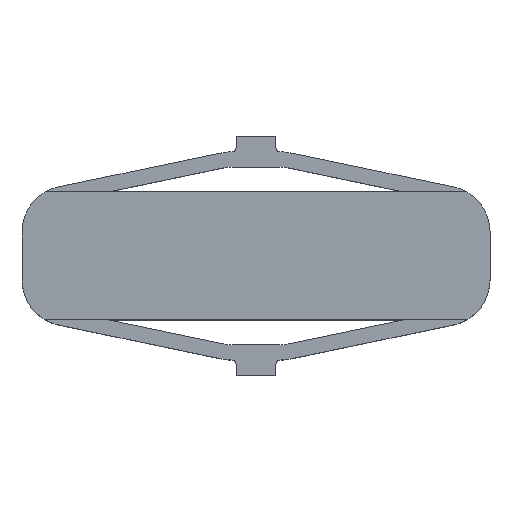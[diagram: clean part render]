
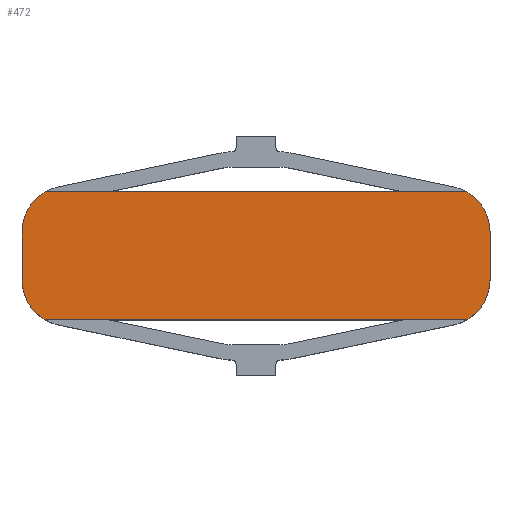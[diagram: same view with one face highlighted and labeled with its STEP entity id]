
A CAD part, top view. The second image highlights one B-rep face of the part: STEP entity #472.
In plain terms, the highlighted planar face has unit normal (0, 0, 1).
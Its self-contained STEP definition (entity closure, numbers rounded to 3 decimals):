
#229 = VERTEX_POINT ( 'NONE', #947 ) ;
#230 = VERTEX_POINT ( 'NONE', #1008 ) ;
#233 = EDGE_CURVE ( 'NONE', #229, #230, #785, .T. ) ;
#241 = VERTEX_POINT ( 'NONE', #1085 ) ;
#251 = VERTEX_POINT ( 'NONE', #1095 ) ;
#257 = EDGE_CURVE ( 'NONE', #230, #251, #1098, .T. ) ;
#389 = EDGE_CURVE ( 'NONE', #241, #229, #1245, .T. ) ;
#445 = VERTEX_POINT ( 'NONE', #1242 ) ;
#447 = VERTEX_POINT ( 'NONE', #1287 ) ;
#472 = ADVANCED_FACE ( 'NONE', ( #1394 ), #1400, .T. ) ;
#512 = VERTEX_POINT ( 'NONE', #1446 ) ;
#519 = VERTEX_POINT ( 'NONE', #1452 ) ;
#523 = EDGE_CURVE ( 'NONE', #445, #519, #1419, .T. ) ;
#535 = EDGE_CURVE ( 'NONE', #512, #445, #1474, .T. ) ;
#543 = EDGE_CURVE ( 'NONE', #447, #512, #1507, .T. ) ;
#547 = ORIENTED_EDGE ( 'NONE', *, *, #233, .T. ) ;
#552 = ORIENTED_EDGE ( 'NONE', *, *, #389, .T. ) ;
#558 = ORIENTED_EDGE ( 'NONE', *, *, #543, .T. ) ;
#559 = ORIENTED_EDGE ( 'NONE', *, *, #566, .T. ) ;
#560 = ORIENTED_EDGE ( 'NONE', *, *, #523, .T. ) ;
#562 = ORIENTED_EDGE ( 'NONE', *, *, #568, .T. ) ;
#564 = EDGE_LOOP ( 'NONE', ( #610, #559, #558, #569, #560, #562, #552, #547 ) ) ;
#566 = EDGE_CURVE ( 'NONE', #251, #447, #1464, .T. ) ;
#568 = EDGE_CURVE ( 'NONE', #519, #241, #1523, .T. ) ;
#569 = ORIENTED_EDGE ( 'NONE', *, *, #535, .T. ) ;
#610 = ORIENTED_EDGE ( 'NONE', *, *, #257, .T. ) ;
#776 = CARTESIAN_POINT ( 'NONE',  ( 14.641, -1.5, 4.5 ) ) ;
#785 = LINE ( 'NONE', #776, #802 ) ;
#801 = DIRECTION ( 'NONE',  ( 0., 1., 0. ) ) ;
#802 = VECTOR ( 'NONE', #801, 1000. ) ;
#947 = CARTESIAN_POINT ( 'NONE',  ( 14.641, -1.5, 4.5 ) ) ;
#1008 = CARTESIAN_POINT ( 'NONE',  ( 14.641, 1.5, 4.5 ) ) ;
#1063 = DIRECTION ( 'NONE',  ( 1., 0., 0. ) ) ;
#1064 = DIRECTION ( 'NONE',  ( 0., 0., 1. ) ) ;
#1085 = CARTESIAN_POINT ( 'NONE',  ( 13.192, -4., 4.5 ) ) ;
#1095 = CARTESIAN_POINT ( 'NONE',  ( 13.192, 4., 4.5 ) ) ;
#1097 = AXIS2_PLACEMENT_3D ( 'NONE', #1107, #1064, #1063 ) ;
#1098 = CIRCLE ( 'NONE', #1097, 2.881 ) ;
#1107 = CARTESIAN_POINT ( 'NONE',  ( 11.76, 1.5, 4.5 ) ) ;
#1206 = DIRECTION ( 'NONE',  ( 1., 0., 0. ) ) ;
#1207 = DIRECTION ( 'NONE',  ( 0., 0., 1. ) ) ;
#1208 = AXIS2_PLACEMENT_3D ( 'NONE', #1244, #1207, #1206 ) ;
#1242 = CARTESIAN_POINT ( 'NONE',  ( -14.641, -1.5, 4.5 ) ) ;
#1244 = CARTESIAN_POINT ( 'NONE',  ( 11.76, -1.5, 4.5 ) ) ;
#1245 = CIRCLE ( 'NONE', #1208, 2.881 ) ;
#1287 = CARTESIAN_POINT ( 'NONE',  ( -13.192, 4., 4.5 ) ) ;
#1350 = DIRECTION ( 'NONE',  ( 1., 0., 0. ) ) ;
#1351 = DIRECTION ( 'NONE',  ( 0., 0., 1. ) ) ;
#1352 = CARTESIAN_POINT ( 'NONE',  ( 11.76, 1.5, 4.5 ) ) ;
#1353 = AXIS2_PLACEMENT_3D ( 'NONE', #1352, #1351, #1350 ) ;
#1394 = FACE_OUTER_BOUND ( 'NONE', #564, .T. ) ;
#1400 = PLANE ( 'NONE',  #1353 ) ;
#1419 = CIRCLE ( 'NONE', #1448, 2.881 ) ;
#1436 = DIRECTION ( 'NONE',  ( 1., 0., 0. ) ) ;
#1446 = CARTESIAN_POINT ( 'NONE',  ( -14.641, 1.5, 4.5 ) ) ;
#1448 = AXIS2_PLACEMENT_3D ( 'NONE', #1457, #1451, #1436 ) ;
#1451 = DIRECTION ( 'NONE',  ( 0., 0., 1. ) ) ;
#1452 = CARTESIAN_POINT ( 'NONE',  ( -13.192, -4., 4.5 ) ) ;
#1457 = CARTESIAN_POINT ( 'NONE',  ( -11.76, -1.5, 4.5 ) ) ;
#1464 = LINE ( 'NONE', #1504, #1503 ) ;
#1473 = CARTESIAN_POINT ( 'NONE',  ( -14.641, -1.5, 4.5 ) ) ;
#1474 = LINE ( 'NONE', #1473, #1506 ) ;
#1484 = DIRECTION ( 'NONE',  ( 1., 0., 0. ) ) ;
#1485 = DIRECTION ( 'NONE',  ( 0., 0., 1. ) ) ;
#1486 = AXIS2_PLACEMENT_3D ( 'NONE', #1492, #1485, #1484 ) ;
#1492 = CARTESIAN_POINT ( 'NONE',  ( -11.76, 1.5, 4.5 ) ) ;
#1503 = VECTOR ( 'NONE', #1513, 1000. ) ;
#1504 = CARTESIAN_POINT ( 'NONE',  ( -13.192, 4., 4.5 ) ) ;
#1505 = DIRECTION ( 'NONE',  ( 0., -1., 0. ) ) ;
#1506 = VECTOR ( 'NONE', #1505, 1000. ) ;
#1507 = CIRCLE ( 'NONE', #1486, 2.881 ) ;
#1513 = DIRECTION ( 'NONE',  ( -1., 0., 0. ) ) ;
#1520 = DIRECTION ( 'NONE',  ( 1., 0., 0. ) ) ;
#1521 = VECTOR ( 'NONE', #1520, 1000. ) ;
#1522 = CARTESIAN_POINT ( 'NONE',  ( -13.192, -4., 4.5 ) ) ;
#1523 = LINE ( 'NONE', #1522, #1521 ) ;
